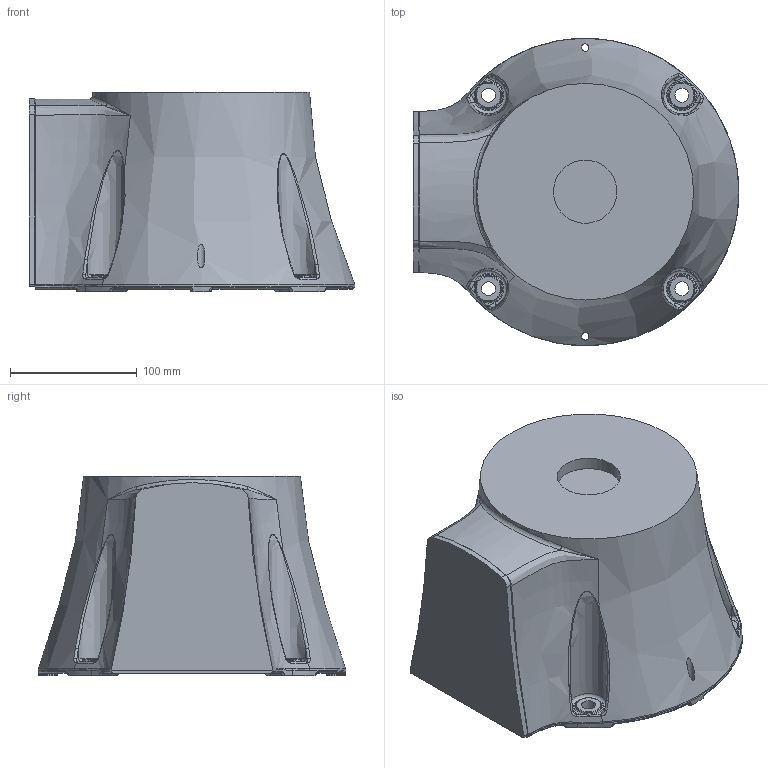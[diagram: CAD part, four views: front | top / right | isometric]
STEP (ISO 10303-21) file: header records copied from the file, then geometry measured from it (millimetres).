
FILE_DESCRIPTION (( 'STEP AP203' ), '1' );
FILE_NAME ('base_Default_sldprt.STEP', '2025-01-17T10:21:50', ( '' ), ( '' ), 'SwSTEP 2.0', 'SolidWorks 2022', '' );
FILE_SCHEMA (( 'CONFIG_CONTROL_DESIGN' ));
Length unit declared in the file: millimetre
Products named in the file (1): base_Default_sldprt
Bounding box: 257.47 x 242.94 x 157.5 mm (x, y, z)
Volume: 5467586.7 mm3; surface area: 200679.8 mm2
Topology: 1 solids, 1 shells, 177 faces, 438 edges, 266 vertices
Faces by surface type: bspline 64, plane 35, cylinder 34, torus 26, cone 18
Full cylindrical faces by diameter (mm): 6 x2, 11 x4, 50 x1
Entity records: 11502 total; most frequent: CARTESIAN_POINT 7810, ORIENTED_EDGE 818, DIRECTION 650, EDGE_CURVE 409, AXIS2_PLACEMENT_3D 286, VERTEX_POINT 253, EDGE_LOOP 208, FACE_OUTER_BOUND 189
